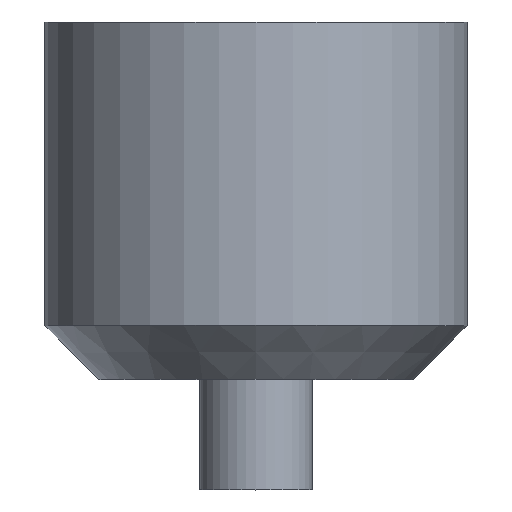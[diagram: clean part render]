
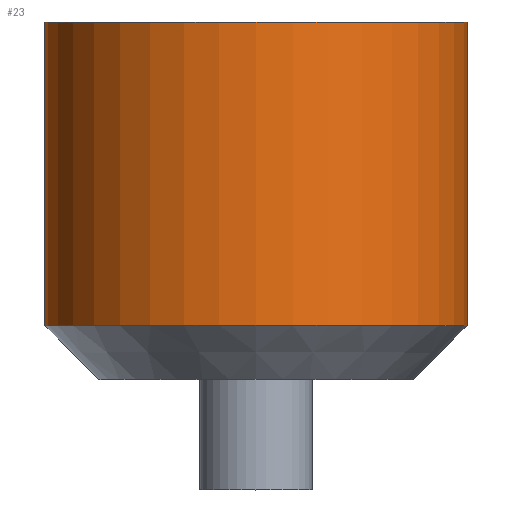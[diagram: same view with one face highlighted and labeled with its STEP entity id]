
A CAD part, top view. The second image highlights one B-rep face of the part: STEP entity #23.
In plain terms, the highlighted cylindrical face has radius 7.65 mm (diameter 15.3 mm), a partial arc.
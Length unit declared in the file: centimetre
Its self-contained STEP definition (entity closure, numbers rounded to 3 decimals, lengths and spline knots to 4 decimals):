
#5 = LINE ( 'NONE', #91, #190 ) ;
#8 = DIRECTION ( 'NONE',  ( 0., -1., 0. ) ) ;
#10 = VECTOR ( 'NONE', #74, 100. ) ;
#15 = AXIS2_PLACEMENT_3D ( 'NONE', #116, #194, #264 ) ;
#23 = ADVANCED_FACE ( 'NONE', ( #193 ), #120, .T. ) ;
#26 = VERTEX_POINT ( 'NONE', #151 ) ;
#32 = VERTEX_POINT ( 'NONE', #191 ) ;
#42 = EDGE_CURVE ( 'NONE', #156, #32, #135, .T. ) ;
#50 = CIRCLE ( 'NONE', #130, 0.765 ) ;
#65 = ORIENTED_EDGE ( 'NONE', *, *, #248, .F. ) ;
#74 = DIRECTION ( 'NONE',  ( 0., -1., 0. ) ) ;
#77 = CIRCLE ( 'NONE', #245, 0.765 ) ;
#84 = CARTESIAN_POINT ( 'NONE',  ( -0.765, 0.8792, 0. ) ) ;
#89 = ORIENTED_EDGE ( 'NONE', *, *, #42, .T. ) ;
#91 = CARTESIAN_POINT ( 'NONE',  ( 0.765, -1.4662, 0. ) ) ;
#100 = EDGE_CURVE ( 'NONE', #26, #156, #77, .T. ) ;
#106 = ORIENTED_EDGE ( 'NONE', *, *, #100, .T. ) ;
#108 = EDGE_LOOP ( 'NONE', ( #106, #89, #147, #65 ) ) ;
#109 = DIRECTION ( 'NONE',  ( 1., 0., 0. ) ) ;
#116 = CARTESIAN_POINT ( 'NONE',  ( 0., -1.4662, 0. ) ) ;
#120 = CYLINDRICAL_SURFACE ( 'NONE', #15, 0.765 ) ;
#130 = AXIS2_PLACEMENT_3D ( 'NONE', #235, #8, #109 ) ;
#132 = CARTESIAN_POINT ( 'NONE',  ( 0., 0.8792, 0. ) ) ;
#135 = LINE ( 'NONE', #171, #10 ) ;
#140 = DIRECTION ( 'NONE',  ( 0., -1., 0. ) ) ;
#147 = ORIENTED_EDGE ( 'NONE', *, *, #237, .F. ) ;
#151 = CARTESIAN_POINT ( 'NONE',  ( 0.765, 0.8792, 0. ) ) ;
#156 = VERTEX_POINT ( 'NONE', #84 ) ;
#157 = CARTESIAN_POINT ( 'NONE',  ( 0.765, -0.2208, 0. ) ) ;
#171 = CARTESIAN_POINT ( 'NONE',  ( -0.765, -1.4662, 0. ) ) ;
#183 = VERTEX_POINT ( 'NONE', #157 ) ;
#190 = VECTOR ( 'NONE', #140, 100. ) ;
#191 = CARTESIAN_POINT ( 'NONE',  ( -0.765, -0.2208, 0. ) ) ;
#193 = FACE_OUTER_BOUND ( 'NONE', #108, .T. ) ;
#194 = DIRECTION ( 'NONE',  ( 0., -1., 0. ) ) ;
#210 = DIRECTION ( 'NONE',  ( 0., -1., 0. ) ) ;
#235 = CARTESIAN_POINT ( 'NONE',  ( 0., -0.2208, 0. ) ) ;
#237 = EDGE_CURVE ( 'NONE', #183, #32, #50, .T. ) ;
#245 = AXIS2_PLACEMENT_3D ( 'NONE', #132, #210, #257 ) ;
#248 = EDGE_CURVE ( 'NONE', #26, #183, #5, .T. ) ;
#257 = DIRECTION ( 'NONE',  ( 1., 0., 0. ) ) ;
#264 = DIRECTION ( 'NONE',  ( 1., 0., 0. ) ) ;
